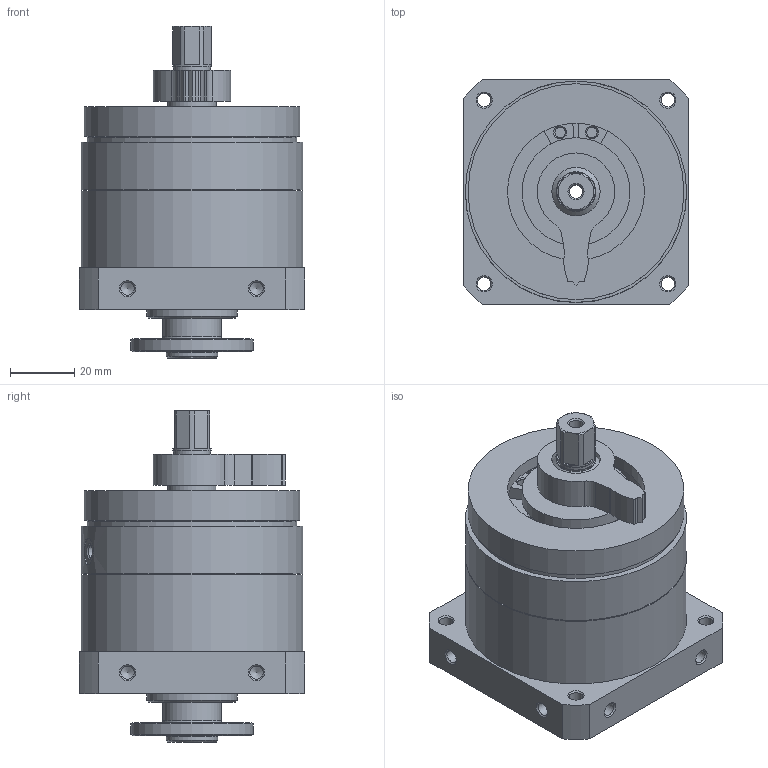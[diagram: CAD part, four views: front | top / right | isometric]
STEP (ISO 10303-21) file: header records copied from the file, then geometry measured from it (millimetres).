
FILE_DESCRIPTION(/* description */ ('STEP AP214'),/* implementation_level */ '2;1');
FILE_NAME(/* name */ '1145129_DSM-T-16-270-FW-A-B',/* time_stamp */ '2024-08-21T19:23:05+02:00',/* author */ ('License CC BY-ND 4.0'),/* organization */ ('CADENAS'),/* preprocessor_version */ 'ST-DEVELOPER v19.3',/* originating_system */ 'PARTsolutions',/* authorisation */ ' ');
FILE_SCHEMA (('AUTOMOTIVE_DESIGN {1 0 10303 214 3 1 1}'));
Length unit declared in the file: millimetre
Products named in the file (4): 1145129 DSM-T-16-270-FW-A-B--(0); 547597 DSM-16-270-FW-A-B_G---(T); 342621 DSM-16_NS; 547597 DSM-16-270-FW-A-B_K---(T)
Assembly tree (4 placements, depth 2):
  1145129 DSM-T-16-270-FW-A-B--(0)
    547597 DSM-16-270-FW-A-B_G---(T)
    342621 DSM-16_NS  x2
    547597 DSM-16-270-FW-A-B_K---(T)
Bounding box: 70 x 70 x 103 mm (x, y, z)
Volume: 244632.8 mm3; surface area: 51275.1 mm2
Topology: 4 solids, 4 shells, 214 faces, 487 edges, 306 vertices
Faces by surface type: cylinder 77, plane 76, cone 58, torus 3
Full cylindrical faces by diameter (mm): 3.242 x6, 4.134 x14, 4.2 x1, 4.5 x4, 8.3 x2, 11.5 x1, 12 x2, 15 x3, 16 x1, 18 x2, 28 x1, 29 x1, 33.5 x1, 38 x1, 42.5 x1, 47 x1, 54 x2, 65 x1, 67 x1, 68.65 x2
Entity records: 5183 total; most frequent: DIRECTION 937, CARTESIAN_POINT 875, ORIENTED_EDGE 668, AXIS2_PLACEMENT_3D 413, FACE_BOUND 365, EDGE_LOOP 357, EDGE_CURVE 334, VERTEX_POINT 273
